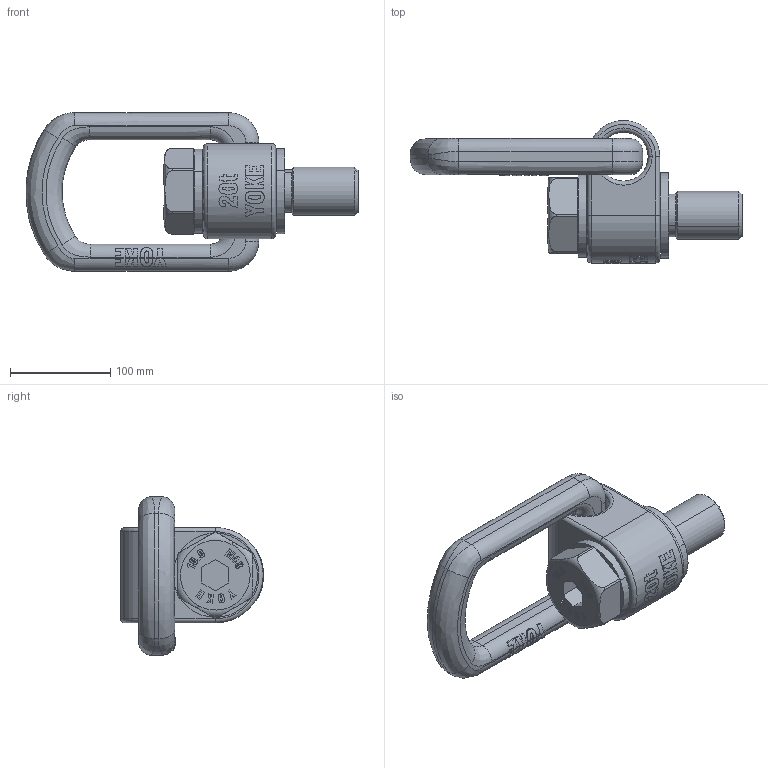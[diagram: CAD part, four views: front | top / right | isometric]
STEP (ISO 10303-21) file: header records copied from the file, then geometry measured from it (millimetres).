
FILE_DESCRIPTION(('CATIA V5 STEP Exchange'),'2;1');
FILE_NAME('8-211-200.stp','2013-10-02T07:38:40+00:00',('none'),('none'),'CATIA Version 5 Release 18 SP 8 (IN-10)','CATIA V5 STEP AP203','none');
FILE_SCHEMA(('CONFIG_CONTROL_DESIGN'));
Length unit declared in the file: millimetre
Products named in the file (1): 8-211-200
Assembly tree (4 placements, depth 2):
  8-211-200
    #56
    #367
    #13928
    #25460
Bounding box: 330.84 x 142.5 x 158 mm (x, y, z)
Volume: 1606902.8 mm3; surface area: 224427.4 mm2
Topology: 4 solids, 4 shells, 1123 faces, 3194 edges, 2110 vertices
Faces by surface type: plane 1003, cylinder 70, torus 24, bspline 16, cone 10
Entity records: 40611 total; most frequent: CARTESIAN_POINT 13746, ORIENTED_EDGE 6386, DIRECTION 4205, EDGE_CURVE 3193, VERTEX_POINT 2108, VECTOR 1927, LINE 1927, AXIS2_PLACEMENT_3D 1249
